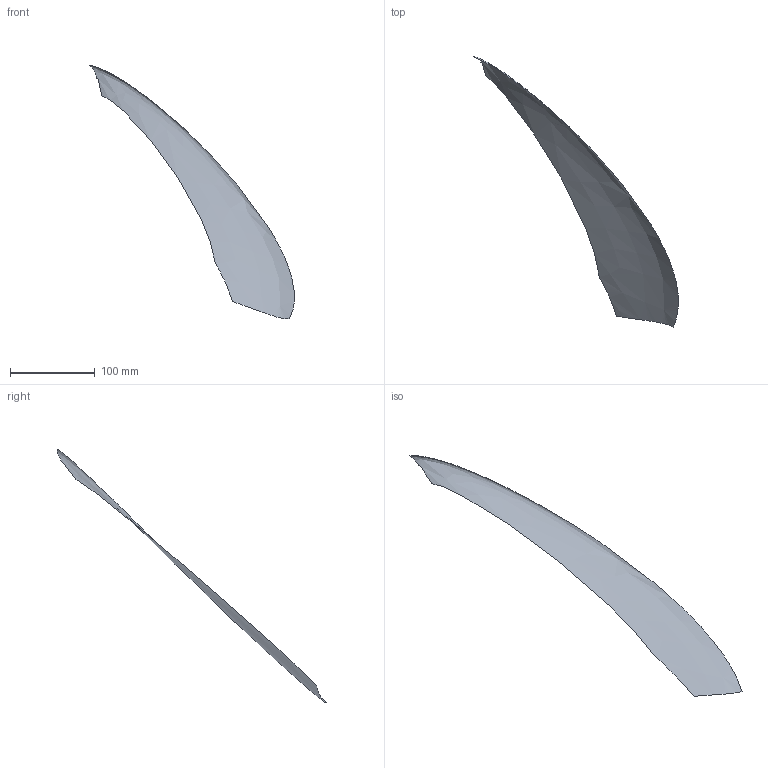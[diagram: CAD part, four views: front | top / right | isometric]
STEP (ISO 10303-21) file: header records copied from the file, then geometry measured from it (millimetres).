
FILE_DESCRIPTION(('Open CASCADE Model'),'2;1');
FILE_NAME('Open CASCADE Shape Model','2017-03-17T23:05:22',('Author'),( 'Open CASCADE'),'Open CASCADE STEP processor 6.8','Open CASCADE 6.8' ,'Unknown');
FILE_SCHEMA(('AUTOMOTIVE_DESIGN_CC2 { 1 2 10303 214 -1 1 5 4 }'));
Length unit declared in the file: millimetre
Products named in the file (1): Open CASCADE STEP translator 6.8 902
Bounding box: 241.69 x 318.5 x 299.61 mm (x, y, z)
Surface area: 27205.3 mm2 (no closed solid volume)
Topology: 0 solids, 1 shells, 1 faces, 75 edges, 75 vertices
Faces by surface type: bspline 1
Entity records: 3136 total; most frequent: CARTESIAN_POINT 2515, B_SPLINE_CURVE_WITH_KNOTS 150, ORIENTED_EDGE 75, EDGE_CURVE 75, VERTEX_POINT 75, SURFACE_CURVE 75, PCURVE 75, DEFINITIONAL_REPRESENTATION 75
